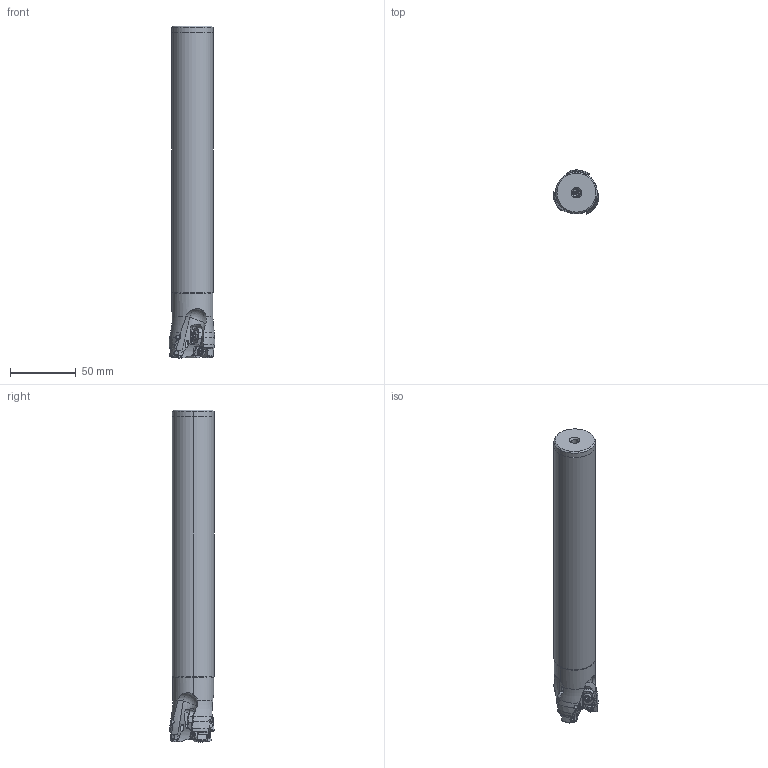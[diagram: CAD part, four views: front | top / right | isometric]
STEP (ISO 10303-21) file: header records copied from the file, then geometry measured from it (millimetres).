
FILE_DESCRIPTION(/* description */ (''),/* implementation_level */ '2;1');
FILE_NAME(/* name */ 'AJXU12R243SA20L.stp',/* time_stamp */ '2021-09-08T11:48:57+09:00',/* author */ (''),/* organization */ (''),/* preprocessor_version */ 'ST-DEVELOPER v16',/* originating_system */ 'SIEMENS PLM Software NX 10.0',/* authorisation */ '');
FILE_SCHEMA (('AUTOMOTIVE_DESIGN { 1 0 10303 214 3 1 1 1 }'));
Length unit declared in the file: millimetre
Products named in the file (1): AJXU12R243SA20L_ASM
Bounding box: 34.9 x 33.7 x 253.11 mm (x, y, z)
Volume: 183588.9 mm3; surface area: 35233.6 mm2
Topology: 13 solids, 13 shells, 648 faces, 1847 edges, 1269 vertices
Faces by surface type: cylinder 301, plane 174, cone 87, torus 41, sphere 24, bspline 21
Entity records: 28390 total; most frequent: CARTESIAN_POINT 11115, ORIENTED_EDGE 3608, DIRECTION 3473, EDGE_CURVE 1804, AXIS2_PLACEMENT_3D 1434, VERTEX_POINT 1208, EDGE_LOOP 704, CIRCLE 684
